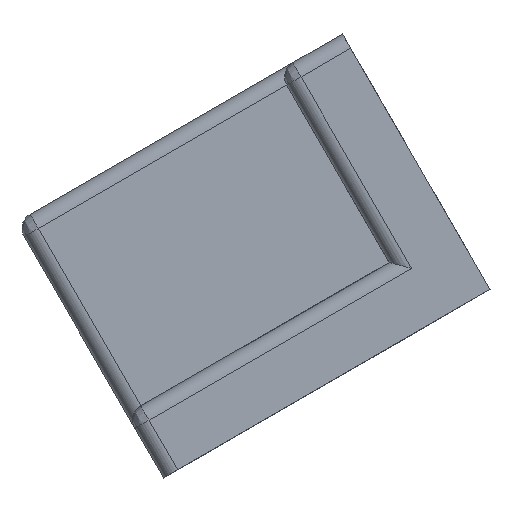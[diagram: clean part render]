
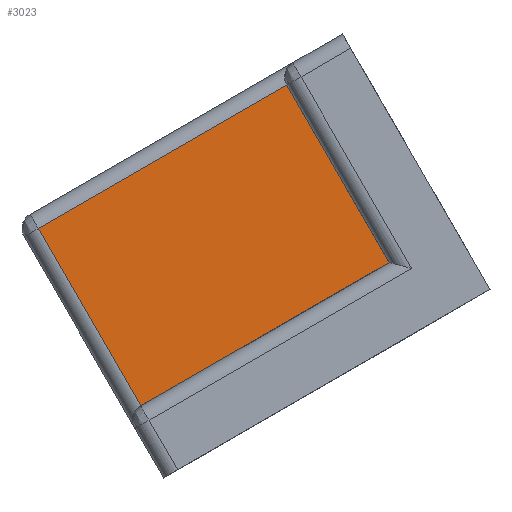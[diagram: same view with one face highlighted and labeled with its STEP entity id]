
A CAD part, front view. The second image highlights one B-rep face of the part: STEP entity #3023.
In plain terms, the highlighted face is planar.
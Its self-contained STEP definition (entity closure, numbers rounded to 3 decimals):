
#25 = DIRECTION ( 'NONE',  ( -1., 0., 0. ) ) ;
#106 = ORIENTED_EDGE ( 'NONE', *, *, #2778, .F. ) ;
#204 = EDGE_LOOP ( 'NONE', ( #106, #1239, #929, #1674 ) ) ;
#254 = CARTESIAN_POINT ( 'NONE',  ( 4.5, 57.505, 17. ) ) ;
#463 = CARTESIAN_POINT ( 'NONE',  ( 22., 57.505, 17. ) ) ;
#466 = VERTEX_POINT ( 'NONE', #2306 ) ;
#472 = DIRECTION ( 'NONE',  ( 1., 0., 0. ) ) ;
#711 = CARTESIAN_POINT ( 'NONE',  ( 0., 57.505, 4.5 ) ) ;
#786 = PLANE ( 'NONE',  #1672 ) ;
#874 = FACE_OUTER_BOUND ( 'NONE', #204, .T. ) ;
#929 = ORIENTED_EDGE ( 'NONE', *, *, #2544, .F. ) ;
#983 = LINE ( 'NONE', #1917, #2873 ) ;
#1178 = LINE ( 'NONE', #3108, #1761 ) ;
#1220 = VECTOR ( 'NONE', #472, 1000. ) ;
#1239 = ORIENTED_EDGE ( 'NONE', *, *, #3142, .F. ) ;
#1302 = DIRECTION ( 'NONE',  ( 0., -1., 0. ) ) ;
#1343 = EDGE_CURVE ( 'NONE', #2837, #1560, #2828, .T. ) ;
#1426 = VECTOR ( 'NONE', #25, 1000. ) ;
#1502 = CARTESIAN_POINT ( 'NONE',  ( 4.5, 57.505, 17. ) ) ;
#1560 = VERTEX_POINT ( 'NONE', #254 ) ;
#1630 = DIRECTION ( 'NONE',  ( 0., 0., 1. ) ) ;
#1672 = AXIS2_PLACEMENT_3D ( 'NONE', #2773, #1302, #3012 ) ;
#1674 = ORIENTED_EDGE ( 'NONE', *, *, #1343, .F. ) ;
#1748 = CARTESIAN_POINT ( 'NONE',  ( 4.5, 57.505, 4.5 ) ) ;
#1761 = VECTOR ( 'NONE', #1630, 1000. ) ;
#1912 = DIRECTION ( 'NONE',  ( 0., 0., -1. ) ) ;
#1917 = CARTESIAN_POINT ( 'NONE',  ( 4.5, 57.505, -33.495 ) ) ;
#1944 = LINE ( 'NONE', #711, #1220 ) ;
#2306 = CARTESIAN_POINT ( 'NONE',  ( 22., 57.505, 4.5 ) ) ;
#2544 = EDGE_CURVE ( 'NONE', #1560, #2938, #983, .T. ) ;
#2773 = CARTESIAN_POINT ( 'NONE',  ( 4.5, 57.505, -33.495 ) ) ;
#2778 = EDGE_CURVE ( 'NONE', #466, #2837, #1178, .T. ) ;
#2828 = LINE ( 'NONE', #1502, #1426 ) ;
#2837 = VERTEX_POINT ( 'NONE', #463 ) ;
#2873 = VECTOR ( 'NONE', #1912, 1000. ) ;
#2938 = VERTEX_POINT ( 'NONE', #1748 ) ;
#3012 = DIRECTION ( 'NONE',  ( 0., 0., -1. ) ) ;
#3023 = ADVANCED_FACE ( 'NONE', ( #874 ), #786, .F. ) ;
#3108 = CARTESIAN_POINT ( 'NONE',  ( 22., 57.505, 18. ) ) ;
#3142 = EDGE_CURVE ( 'NONE', #2938, #466, #1944, .T. ) ;
